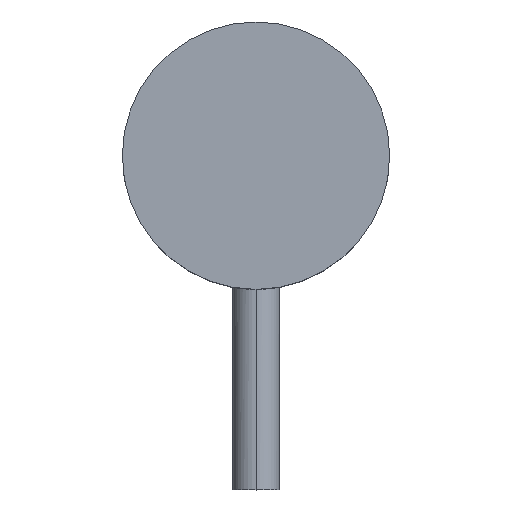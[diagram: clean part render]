
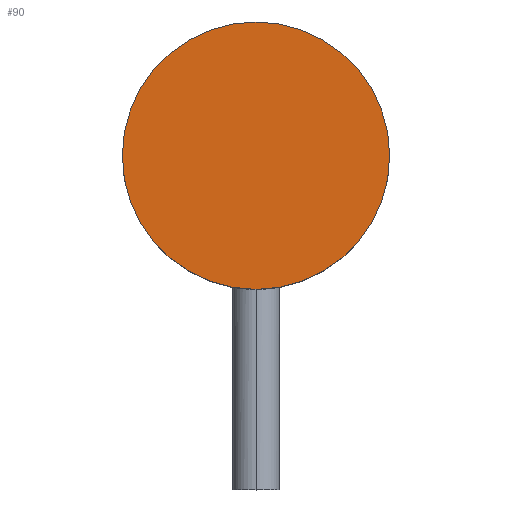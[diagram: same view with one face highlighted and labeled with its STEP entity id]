
A CAD part, top view. The second image highlights one B-rep face of the part: STEP entity #90.
In plain terms, the highlighted planar face has unit normal (0, 0, 1).
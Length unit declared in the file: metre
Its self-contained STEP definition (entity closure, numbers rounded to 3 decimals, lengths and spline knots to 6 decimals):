
#3 = DIRECTION ( 'NONE',  ( 1., 0., 0. ) ) ;
#15 = DIRECTION ( 'NONE',  ( 1., 0., 0. ) ) ;
#16 = VERTEX_POINT ( 'NONE', #170 ) ;
#33 = FACE_OUTER_BOUND ( 'NONE', #163, .T. ) ;
#42 = ORIENTED_EDGE ( 'NONE', *, *, #276, .T. ) ;
#60 = VERTEX_POINT ( 'NONE', #66 ) ;
#63 = DIRECTION ( 'NONE',  ( 0., 0., 1. ) ) ;
#66 = CARTESIAN_POINT ( 'NONE',  ( 0., -0.2, 0.25 ) ) ;
#72 = CARTESIAN_POINT ( 'NONE',  ( 0., 0., 0.25 ) ) ;
#90 = ADVANCED_FACE ( 'NONE', ( #33 ), #267, .T. ) ;
#96 = DIRECTION ( 'NONE',  ( 0., 0., 1. ) ) ;
#118 = DIRECTION ( 'NONE',  ( 0., 0., 1. ) ) ;
#160 = DIRECTION ( 'NONE',  ( 0., 0., 1. ) ) ;
#163 = EDGE_LOOP ( 'NONE', ( #331, #42, #190 ) ) ;
#164 = CARTESIAN_POINT ( 'NONE',  ( 0., 0., 0.25 ) ) ;
#170 = CARTESIAN_POINT ( 'NONE',  ( 0.2, 0., 0.25 ) ) ;
#173 = EDGE_CURVE ( 'NONE', #60, #16, #323, .T. ) ;
#181 = CIRCLE ( 'NONE', #243, 0.2 ) ;
#184 = CARTESIAN_POINT ( 'NONE',  ( 0., 0., 0.25 ) ) ;
#190 = ORIENTED_EDGE ( 'NONE', *, *, #266, .T. ) ;
#194 = DIRECTION ( 'NONE',  ( 1., 0., 0. ) ) ;
#210 = AXIS2_PLACEMENT_3D ( 'NONE', #184, #118, #3 ) ;
#241 = CARTESIAN_POINT ( 'NONE',  ( 0., 0., 0.25 ) ) ;
#243 = AXIS2_PLACEMENT_3D ( 'NONE', #72, #160, #194 ) ;
#251 = VERTEX_POINT ( 'NONE', #338 ) ;
#266 = EDGE_CURVE ( 'NONE', #251, #60, #181, .T. ) ;
#267 = PLANE ( 'NONE',  #373 ) ;
#276 = EDGE_CURVE ( 'NONE', #16, #251, #374, .T. ) ;
#298 = DIRECTION ( 'NONE',  ( 1., 0., 0. ) ) ;
#304 = AXIS2_PLACEMENT_3D ( 'NONE', #164, #96, #15 ) ;
#323 = CIRCLE ( 'NONE', #210, 0.2 ) ;
#331 = ORIENTED_EDGE ( 'NONE', *, *, #173, .T. ) ;
#338 = CARTESIAN_POINT ( 'NONE',  ( -0.2, 0., 0.25 ) ) ;
#373 = AXIS2_PLACEMENT_3D ( 'NONE', #241, #63, #298 ) ;
#374 = CIRCLE ( 'NONE', #304, 0.2 ) ;
